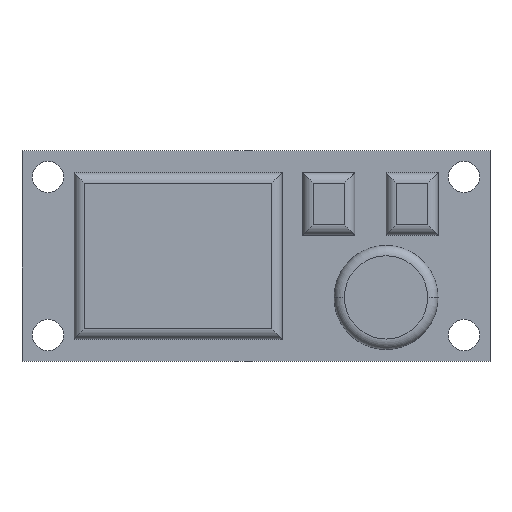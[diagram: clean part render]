
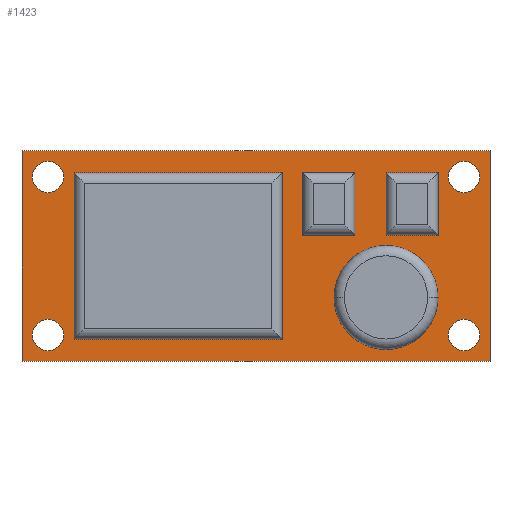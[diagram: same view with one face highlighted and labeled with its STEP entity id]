
A CAD part, top view. The second image highlights one B-rep face of the part: STEP entity #1423.
In plain terms, the highlighted planar face has unit normal (0, 0, 1).
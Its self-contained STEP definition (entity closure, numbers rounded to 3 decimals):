
#204=DIRECTION('',(0.,-1.,0.));
#205=VECTOR('',#204,20.2);
#206=CARTESIAN_POINT('',(0.,10.1,0.5));
#207=LINE('',#206,#205);
#211=DIRECTION('',(-1.,0.,0.));
#212=VECTOR('',#211,45.);
#213=CARTESIAN_POINT('',(45.,10.1,0.5));
#214=LINE('',#213,#212);
#218=DIRECTION('',(0.,1.,0.));
#219=VECTOR('',#218,20.2);
#220=CARTESIAN_POINT('',(45.,-10.1,0.5));
#221=LINE('',#220,#219);
#225=DIRECTION('',(1.,0.,0.));
#226=VECTOR('',#225,45.);
#227=CARTESIAN_POINT('',(0.,-10.1,0.5));
#228=LINE('',#227,#226);
#232=DIRECTION('',(0.,-1.,0.));
#233=VECTOR('',#232,6.);
#234=CARTESIAN_POINT('',(27.,8.,0.5));
#235=LINE('',#234,#233);
#239=DIRECTION('',(1.,0.,0.));
#240=VECTOR('',#239,5.);
#241=CARTESIAN_POINT('',(27.,2.,0.5));
#242=LINE('',#241,#240);
#246=DIRECTION('',(0.,1.,0.));
#247=VECTOR('',#246,6.);
#248=CARTESIAN_POINT('',(32.,2.,0.5));
#249=LINE('',#248,#247);
#253=DIRECTION('',(-1.,0.,0.));
#254=VECTOR('',#253,5.);
#255=CARTESIAN_POINT('',(32.,8.,0.5));
#256=LINE('',#255,#254);
#260=DIRECTION('',(0.,-1.,0.));
#261=VECTOR('',#260,6.);
#262=CARTESIAN_POINT('',(35.,8.,0.5));
#263=LINE('',#262,#261);
#267=DIRECTION('',(1.,0.,0.));
#268=VECTOR('',#267,5.);
#269=CARTESIAN_POINT('',(35.,2.,0.5));
#270=LINE('',#269,#268);
#274=DIRECTION('',(0.,1.,0.));
#275=VECTOR('',#274,6.);
#276=CARTESIAN_POINT('',(40.,2.,0.5));
#277=LINE('',#276,#275);
#281=DIRECTION('',(-1.,0.,0.));
#282=VECTOR('',#281,5.);
#283=CARTESIAN_POINT('',(40.,8.,0.5));
#284=LINE('',#283,#282);
#288=DIRECTION('',(-1.,0.,0.));
#289=VECTOR('',#288,20.);
#290=CARTESIAN_POINT('',(25.,8.,0.5));
#291=LINE('',#290,#289);
#295=DIRECTION('',(0.,-1.,0.));
#296=VECTOR('',#295,16.);
#297=CARTESIAN_POINT('',(5.,8.,0.5));
#298=LINE('',#297,#296);
#302=DIRECTION('',(1.,0.,0.));
#303=VECTOR('',#302,20.);
#304=CARTESIAN_POINT('',(5.,-8.,0.5));
#305=LINE('',#304,#303);
#309=DIRECTION('',(0.,1.,0.));
#310=VECTOR('',#309,16.);
#311=CARTESIAN_POINT('',(25.,-8.,0.5));
#312=LINE('',#311,#310);
#316=CARTESIAN_POINT('',(35.,-4.,0.5));
#317=DIRECTION('',(0.,0.,1.));
#318=DIRECTION('',(1.,0.,0.));
#319=AXIS2_PLACEMENT_3D('',#316,#317,#318);
#324=CARTESIAN_POINT('',(35.,-4.,0.5));
#325=DIRECTION('',(0.,0.,1.));
#326=DIRECTION('',(-1.,0.,0.));
#327=AXIS2_PLACEMENT_3D('',#324,#325,#326);
#332=CARTESIAN_POINT('',(2.5,7.6,0.5));
#333=DIRECTION('',(0.,0.,-1.));
#334=DIRECTION('',(-1.,0.,0.));
#335=AXIS2_PLACEMENT_3D('',#332,#333,#334);
#340=CARTESIAN_POINT('',(2.5,7.6,0.5));
#341=DIRECTION('',(0.,0.,-1.));
#342=DIRECTION('',(1.,0.,0.));
#343=AXIS2_PLACEMENT_3D('',#340,#341,#342);
#348=CARTESIAN_POINT('',(2.5,-7.6,0.5));
#349=DIRECTION('',(0.,0.,-1.));
#350=DIRECTION('',(-1.,0.,0.));
#351=AXIS2_PLACEMENT_3D('',#348,#349,#350);
#356=CARTESIAN_POINT('',(2.5,-7.6,0.5));
#357=DIRECTION('',(0.,0.,-1.));
#358=DIRECTION('',(1.,0.,0.));
#359=AXIS2_PLACEMENT_3D('',#356,#357,#358);
#364=CARTESIAN_POINT('',(42.5,7.6,0.5));
#365=DIRECTION('',(0.,0.,-1.));
#366=DIRECTION('',(-1.,0.,0.));
#367=AXIS2_PLACEMENT_3D('',#364,#365,#366);
#372=CARTESIAN_POINT('',(42.5,7.6,0.5));
#373=DIRECTION('',(0.,0.,-1.));
#374=DIRECTION('',(1.,0.,0.));
#375=AXIS2_PLACEMENT_3D('',#372,#373,#374);
#380=CARTESIAN_POINT('',(42.5,-7.6,0.5));
#381=DIRECTION('',(0.,0.,-1.));
#382=DIRECTION('',(-1.,0.,0.));
#383=AXIS2_PLACEMENT_3D('',#380,#381,#382);
#388=CARTESIAN_POINT('',(42.5,-7.6,0.5));
#389=DIRECTION('',(0.,0.,-1.));
#390=DIRECTION('',(1.,0.,0.));
#391=AXIS2_PLACEMENT_3D('',#388,#389,#390);
#1098=CARTESIAN_POINT('',(0.,10.1,0.5));
#1099=CARTESIAN_POINT('',(0.,-10.1,0.5));
#1100=VERTEX_POINT('',#1098);
#1101=VERTEX_POINT('',#1099);
#1102=CARTESIAN_POINT('',(45.,-10.1,0.5));
#1103=VERTEX_POINT('',#1102);
#1104=CARTESIAN_POINT('',(45.,10.1,0.5));
#1105=VERTEX_POINT('',#1104);
#1106=CARTESIAN_POINT('',(27.,8.,0.5));
#1107=CARTESIAN_POINT('',(27.,2.,0.5));
#1108=VERTEX_POINT('',#1106);
#1109=VERTEX_POINT('',#1107);
#1110=CARTESIAN_POINT('',(32.,2.,0.5));
#1111=VERTEX_POINT('',#1110);
#1112=CARTESIAN_POINT('',(32.,8.,0.5));
#1113=VERTEX_POINT('',#1112);
#1114=CARTESIAN_POINT('',(35.,8.,0.5));
#1115=CARTESIAN_POINT('',(35.,2.,0.5));
#1116=VERTEX_POINT('',#1114);
#1117=VERTEX_POINT('',#1115);
#1118=CARTESIAN_POINT('',(40.,2.,0.5));
#1119=VERTEX_POINT('',#1118);
#1120=CARTESIAN_POINT('',(40.,8.,0.5));
#1121=VERTEX_POINT('',#1120);
#1122=CARTESIAN_POINT('',(25.,8.,0.5));
#1123=CARTESIAN_POINT('',(5.,8.,0.5));
#1124=VERTEX_POINT('',#1122);
#1125=VERTEX_POINT('',#1123);
#1126=CARTESIAN_POINT('',(5.,-8.,0.5));
#1127=VERTEX_POINT('',#1126);
#1128=CARTESIAN_POINT('',(25.,-8.,0.5));
#1129=VERTEX_POINT('',#1128);
#1178=CARTESIAN_POINT('',(40.,-4.,0.5));
#1179=CARTESIAN_POINT('',(30.,-4.,0.5));
#1180=VERTEX_POINT('',#1178);
#1181=VERTEX_POINT('',#1179);
#1194=CARTESIAN_POINT('',(1.,7.6,0.5));
#1195=CARTESIAN_POINT('',(4.,7.6,0.5));
#1196=VERTEX_POINT('',#1194);
#1197=VERTEX_POINT('',#1195);
#1202=CARTESIAN_POINT('',(1.,-7.6,0.5));
#1203=CARTESIAN_POINT('',(4.,-7.6,0.5));
#1204=VERTEX_POINT('',#1202);
#1205=VERTEX_POINT('',#1203);
#1210=CARTESIAN_POINT('',(41.,7.6,0.5));
#1211=CARTESIAN_POINT('',(44.,7.6,0.5));
#1212=VERTEX_POINT('',#1210);
#1213=VERTEX_POINT('',#1211);
#1218=CARTESIAN_POINT('',(41.,-7.6,0.5));
#1219=CARTESIAN_POINT('',(44.,-7.6,0.5));
#1220=VERTEX_POINT('',#1218);
#1221=VERTEX_POINT('',#1219);
#1352=CARTESIAN_POINT('',(0.,0.,0.5));
#1353=DIRECTION('',(0.,0.,1.));
#1354=DIRECTION('',(1.,0.,0.));
#1355=AXIS2_PLACEMENT_3D('',#1352,#1353,#1354);
#1356=PLANE('',#1355);
#1357=ORIENTED_EDGE('',*,*,#1304,.F.);
#1358=ORIENTED_EDGE('',*,*,#1319,.F.);
#1359=ORIENTED_EDGE('',*,*,#1333,.F.);
#1360=ORIENTED_EDGE('',*,*,#1346,.F.);
#1361=EDGE_LOOP('',(#1357,#1358,#1359,#1360));
#1362=FACE_OUTER_BOUND('',#1361,.F.);
#1364=ORIENTED_EDGE('',*,*,#1363,.T.);
#1366=ORIENTED_EDGE('',*,*,#1365,.T.);
#1368=ORIENTED_EDGE('',*,*,#1367,.T.);
#1370=ORIENTED_EDGE('',*,*,#1369,.T.);
#1371=EDGE_LOOP('',(#1364,#1366,#1368,#1370));
#1372=FACE_BOUND('',#1371,.F.);
#1374=ORIENTED_EDGE('',*,*,#1373,.T.);
#1376=ORIENTED_EDGE('',*,*,#1375,.T.);
#1378=ORIENTED_EDGE('',*,*,#1377,.T.);
#1380=ORIENTED_EDGE('',*,*,#1379,.T.);
#1381=EDGE_LOOP('',(#1374,#1376,#1378,#1380));
#1382=FACE_BOUND('',#1381,.F.);
#1384=ORIENTED_EDGE('',*,*,#1383,.T.);
#1386=ORIENTED_EDGE('',*,*,#1385,.T.);
#1388=ORIENTED_EDGE('',*,*,#1387,.T.);
#1390=ORIENTED_EDGE('',*,*,#1389,.T.);
#1391=EDGE_LOOP('',(#1384,#1386,#1388,#1390));
#1392=FACE_BOUND('',#1391,.F.);
#1394=ORIENTED_EDGE('',*,*,#1393,.T.);
#1396=ORIENTED_EDGE('',*,*,#1395,.T.);
#1397=EDGE_LOOP('',(#1394,#1396));
#1398=FACE_BOUND('',#1397,.F.);
#1400=ORIENTED_EDGE('',*,*,#1399,.F.);
#1402=ORIENTED_EDGE('',*,*,#1401,.F.);
#1403=EDGE_LOOP('',(#1400,#1402));
#1404=FACE_BOUND('',#1403,.F.);
#1406=ORIENTED_EDGE('',*,*,#1405,.F.);
#1408=ORIENTED_EDGE('',*,*,#1407,.F.);
#1409=EDGE_LOOP('',(#1406,#1408));
#1410=FACE_BOUND('',#1409,.F.);
#1412=ORIENTED_EDGE('',*,*,#1411,.F.);
#1414=ORIENTED_EDGE('',*,*,#1413,.F.);
#1415=EDGE_LOOP('',(#1412,#1414));
#1416=FACE_BOUND('',#1415,.F.);
#1418=ORIENTED_EDGE('',*,*,#1417,.F.);
#1420=ORIENTED_EDGE('',*,*,#1419,.F.);
#1421=EDGE_LOOP('',(#1418,#1420));
#1422=FACE_BOUND('',#1421,.F.);
#1423=ADVANCED_FACE('',(#1362,#1372,#1382,#1392,#1398,#1404,#1410,#1416,#1422),
#1356,.T.);
#320=CIRCLE('',#319,5.);
#328=CIRCLE('',#327,5.);
#336=CIRCLE('',#335,1.5);
#344=CIRCLE('',#343,1.5);
#352=CIRCLE('',#351,1.5);
#360=CIRCLE('',#359,1.5);
#368=CIRCLE('',#367,1.5);
#376=CIRCLE('',#375,1.5);
#384=CIRCLE('',#383,1.5);
#392=CIRCLE('',#391,1.5);
#1304=EDGE_CURVE('',#1100,#1101,#207,.T.);
#1319=EDGE_CURVE('',#1105,#1100,#214,.T.);
#1333=EDGE_CURVE('',#1103,#1105,#221,.T.);
#1346=EDGE_CURVE('',#1101,#1103,#228,.T.);
#1363=EDGE_CURVE('',#1108,#1109,#235,.T.);
#1365=EDGE_CURVE('',#1109,#1111,#242,.T.);
#1367=EDGE_CURVE('',#1111,#1113,#249,.T.);
#1369=EDGE_CURVE('',#1113,#1108,#256,.T.);
#1373=EDGE_CURVE('',#1116,#1117,#263,.T.);
#1375=EDGE_CURVE('',#1117,#1119,#270,.T.);
#1377=EDGE_CURVE('',#1119,#1121,#277,.T.);
#1379=EDGE_CURVE('',#1121,#1116,#284,.T.);
#1383=EDGE_CURVE('',#1124,#1125,#291,.T.);
#1385=EDGE_CURVE('',#1125,#1127,#298,.T.);
#1387=EDGE_CURVE('',#1127,#1129,#305,.T.);
#1389=EDGE_CURVE('',#1129,#1124,#312,.T.);
#1393=EDGE_CURVE('',#1180,#1181,#320,.T.);
#1395=EDGE_CURVE('',#1181,#1180,#328,.T.);
#1399=EDGE_CURVE('',#1196,#1197,#336,.T.);
#1401=EDGE_CURVE('',#1197,#1196,#344,.T.);
#1405=EDGE_CURVE('',#1204,#1205,#352,.T.);
#1407=EDGE_CURVE('',#1205,#1204,#360,.T.);
#1411=EDGE_CURVE('',#1212,#1213,#368,.T.);
#1413=EDGE_CURVE('',#1213,#1212,#376,.T.);
#1417=EDGE_CURVE('',#1220,#1221,#384,.T.);
#1419=EDGE_CURVE('',#1221,#1220,#392,.T.);
